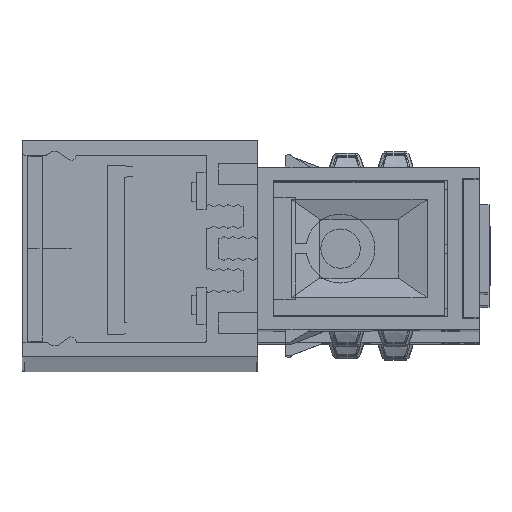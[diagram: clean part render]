
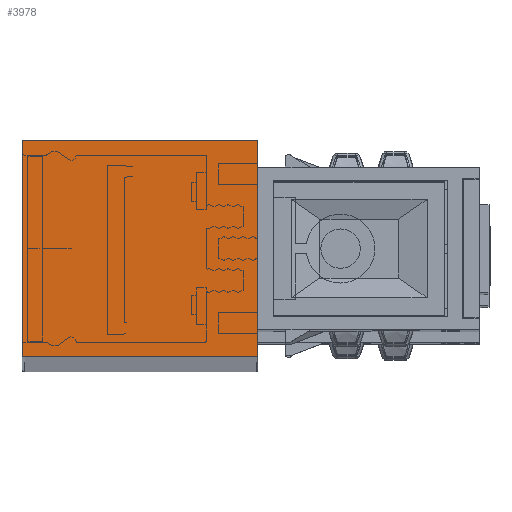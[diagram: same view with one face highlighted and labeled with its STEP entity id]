
A CAD part, top view. The second image highlights one B-rep face of the part: STEP entity #3978.
In plain terms, the highlighted planar face has unit normal (0, 0, 1).
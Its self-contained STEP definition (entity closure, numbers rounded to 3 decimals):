
#168=DIRECTION('',(1.,0.,0.));
#169=VECTOR('',#168,24.);
#170=CARTESIAN_POINT('',(0.,11.,433.));
#171=LINE('',#170,#169);
#172=DIRECTION('',(0.,-1.,0.));
#173=VECTOR('',#172,22.);
#174=CARTESIAN_POINT('',(24.,11.,433.));
#175=LINE('',#174,#173);
#176=DIRECTION('',(-1.,0.,0.));
#177=VECTOR('',#176,24.);
#178=CARTESIAN_POINT('',(24.,-11.,433.));
#179=LINE('',#178,#177);
#180=DIRECTION('',(0.,1.,0.));
#181=VECTOR('',#180,22.);
#182=CARTESIAN_POINT('',(0.,-11.,433.));
#183=LINE('',#182,#181);
#2770=CARTESIAN_POINT('',(0.,11.,433.));
#2771=CARTESIAN_POINT('',(24.,11.,433.));
#2772=VERTEX_POINT('',#2770);
#2773=VERTEX_POINT('',#2771);
#2774=CARTESIAN_POINT('',(24.,-11.,433.));
#2775=VERTEX_POINT('',#2774);
#2776=CARTESIAN_POINT('',(0.,-11.,433.));
#2777=VERTEX_POINT('',#2776);
#3965=CARTESIAN_POINT('',(0.,0.,433.));
#3966=DIRECTION('',(0.,0.,-1.));
#3967=DIRECTION('',(0.,-1.,0.));
#3968=AXIS2_PLACEMENT_3D('',#3965,#3966,#3967);
#3969=PLANE('',#3968);
#3970=ORIENTED_EDGE('',*,*,#3601,.T.);
#3972=ORIENTED_EDGE('',*,*,#3971,.T.);
#3974=ORIENTED_EDGE('',*,*,#3973,.T.);
#3975=ORIENTED_EDGE('',*,*,#3940,.T.);
#3976=EDGE_LOOP('',(#3970,#3972,#3974,#3975));
#3977=FACE_OUTER_BOUND('',#3976,.F.);
#3601=EDGE_CURVE('',#2772,#2773,#171,.T.);
#3940=EDGE_CURVE('',#2777,#2772,#183,.T.);
#3971=EDGE_CURVE('',#2773,#2775,#175,.T.);
#3973=EDGE_CURVE('',#2775,#2777,#179,.T.);
#3978=ADVANCED_FACE('',(#3977),#3969,.F.);
